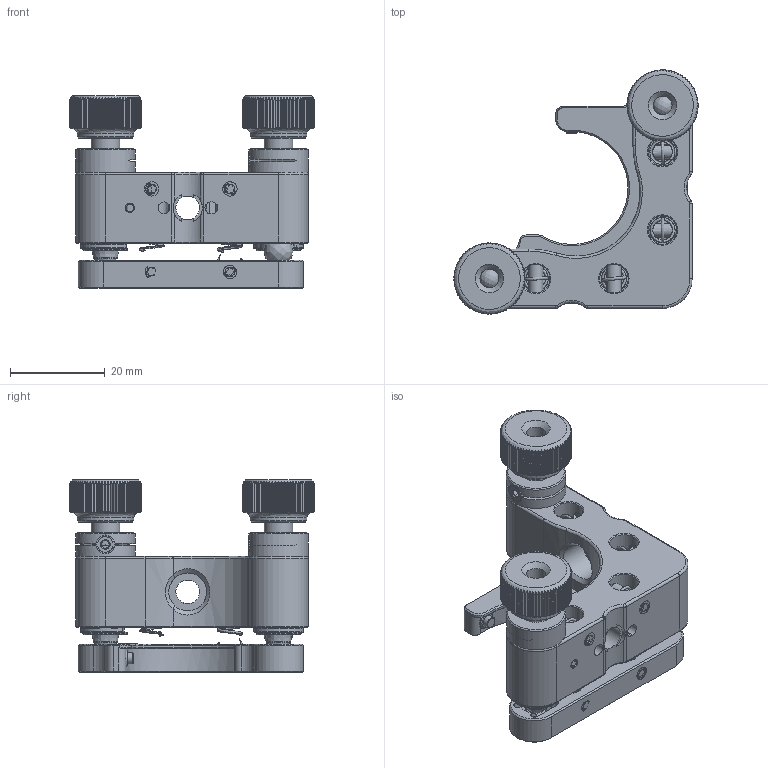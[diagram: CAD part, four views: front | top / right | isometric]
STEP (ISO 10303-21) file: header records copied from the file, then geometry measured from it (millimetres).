
FILE_DESCRIPTION (( 'STEP AP203' ), '1' );
FILE_NAME ('519952.STEP', '2025-02-06T05:52:28', ( 'Windows User' ), ( 'P R C' ), 'SwSTEP 2.0', 'SolidWorks 2020', '' );
FILE_SCHEMA (( 'CONFIG_CONTROL_DESIGN' ));
Length unit declared in the file: millimetre
Products named in the file (1): 519952
Bounding box: 51.5 x 51.5 x 40.7 mm (x, y, z)
Surface area: 16060.2 mm2 (no closed solid volume)
Topology: 0 solids, 51 shells, 855 faces, 2528 edges, 1705 vertices
Faces by surface type: plane 458, cylinder 251, cone 77, bspline 69
Full cylindrical faces by diameter (mm): 1.5 x2, 2.4 x1, 2.5 x3, 3 x4, 3.3 x1, 4 x5, 4.6 x2, 5 x2, 6 x10, 8 x3, 9.5 x4, 10.5 x2, 12 x2, 12.5 x2
Entity records: 57868 total; most frequent: CARTESIAN_POINT 37765, ORIENTED_EDGE 4379, DIRECTION 3494, EDGE_CURVE 2325, VERTEX_POINT 1624, AXIS2_PLACEMENT_3D 1341, EDGE_LOOP 1025, B_SPLINE_CURVE_WITH_KNOTS 939
